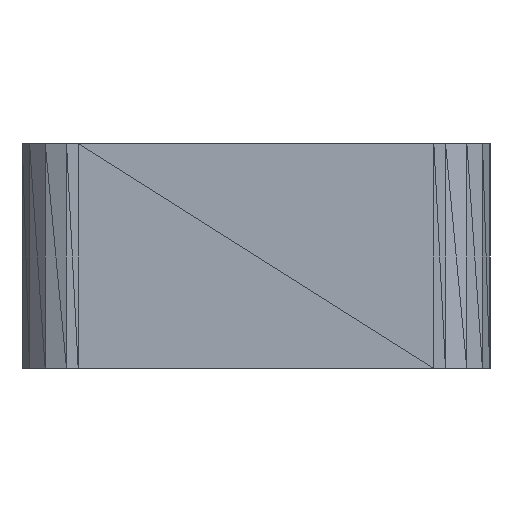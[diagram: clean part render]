
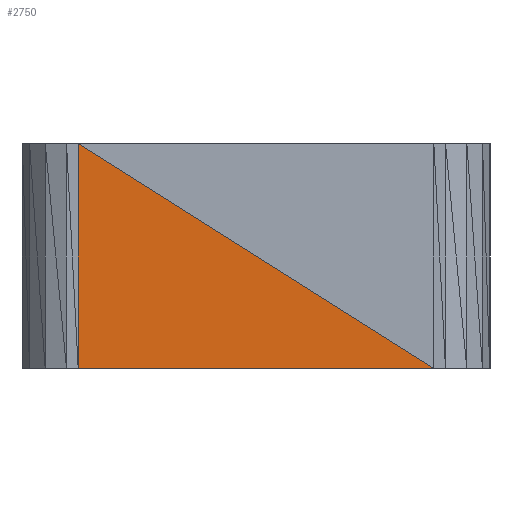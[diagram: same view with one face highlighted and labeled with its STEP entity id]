
A CAD part, front view. The second image highlights one B-rep face of the part: STEP entity #2750.
In plain terms, the highlighted planar face has unit normal (0, -1, 0).
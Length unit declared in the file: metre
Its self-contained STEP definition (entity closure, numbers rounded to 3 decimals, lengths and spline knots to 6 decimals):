
#143 = AXIS2_PLACEMENT_3D ( 'NONE', #4340, #4341, #4342 ) ;
#554 = VECTOR ( 'NONE', #2097, 1. ) ;
#728 = VECTOR ( 'NONE', #5209, 1. ) ;
#730 = VECTOR ( 'NONE', #5211, 1. ) ;
#2096 = CARTESIAN_POINT ( 'NONE',  ( 16.4905, 21.981967, 5.55418 ) ) ;
#2097 = DIRECTION ( 'NONE',  ( 0.845, 0., -0.534 ) ) ;
#2585 = EDGE_LOOP ( 'NONE', ( #6509, #6427, #6333 ) ) ;
#2750 = ADVANCED_FACE ( 'NONE', ( #7614 ), #4339, .T. ) ;
#3341 = LINE ( 'NONE', #2096, #554 ) ;
#4339 = PLANE ( 'NONE',  #143 ) ;
#4340 = CARTESIAN_POINT ( 'NONE',  ( 16.4905, 21.981967, 5.55418 ) ) ;
#4341 = DIRECTION ( 'NONE',  ( 0., -1., 0. ) ) ;
#4342 = DIRECTION ( 'NONE',  ( 0., 0., -1. ) ) ;
#4721 = CARTESIAN_POINT ( 'NONE',  ( 16.5095, 21.981967, 5.54218 ) ) ;
#4739 = CARTESIAN_POINT ( 'NONE',  ( 16.4905, 21.981967, 5.55418 ) ) ;
#4996 = CARTESIAN_POINT ( 'NONE',  ( 16.4905, 21.981967, 5.54218 ) ) ;
#5208 = CARTESIAN_POINT ( 'NONE',  ( 16.5095, 21.981967, 5.54218 ) ) ;
#5209 = DIRECTION ( 'NONE',  ( -1., 0., 0. ) ) ;
#5210 = CARTESIAN_POINT ( 'NONE',  ( 16.4905, 21.981967, 5.54218 ) ) ;
#5211 = DIRECTION ( 'NONE',  ( 0., 0., 1. ) ) ;
#5308 = VERTEX_POINT ( 'NONE', #4721 ) ;
#5342 = VERTEX_POINT ( 'NONE', #4739 ) ;
#5771 = VERTEX_POINT ( 'NONE', #4996 ) ;
#6333 = ORIENTED_EDGE ( 'NONE', *, *, #6658, .F. ) ;
#6427 = ORIENTED_EDGE ( 'NONE', *, *, #6659, .F. ) ;
#6509 = ORIENTED_EDGE ( 'NONE', *, *, #6800, .F. ) ;
#6658 = EDGE_CURVE ( 'NONE', #5308, #5771, #7306, .T. ) ;
#6659 = EDGE_CURVE ( 'NONE', #5771, #5342, #7170, .T. ) ;
#6800 = EDGE_CURVE ( 'NONE', #5342, #5308, #3341, .T. ) ;
#7170 = LINE ( 'NONE', #5210, #730 ) ;
#7306 = LINE ( 'NONE', #5208, #728 ) ;
#7614 = FACE_OUTER_BOUND ( 'NONE', #2585, .T. ) ;
